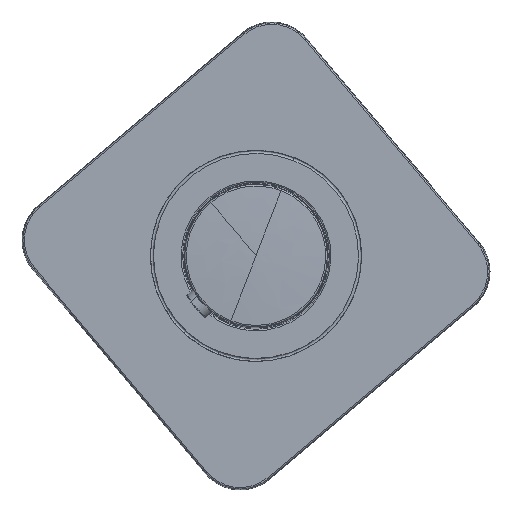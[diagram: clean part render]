
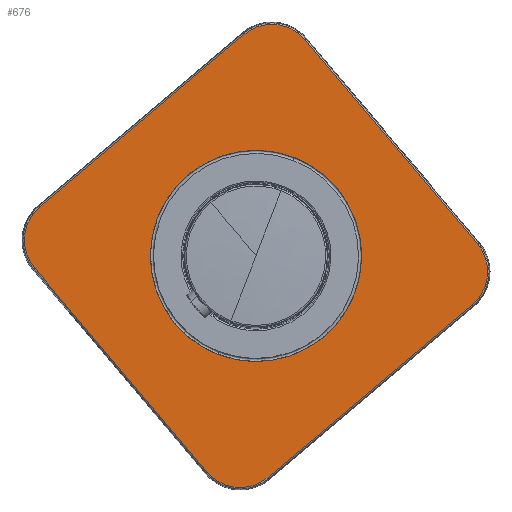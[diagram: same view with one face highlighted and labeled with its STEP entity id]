
A CAD part, top view. The second image highlights one B-rep face of the part: STEP entity #676.
In plain terms, the highlighted planar face has unit normal (0, 0, 1).
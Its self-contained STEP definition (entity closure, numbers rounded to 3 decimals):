
#251=DIRECTION(' ',(0.,0.,1.));
#256=CARTESIAN_POINT(' ',(-59.513,-59.513,12.));
#261=DIRECTION(' ',(1.,0.,0.));
#266=AXIS2_PLACEMENT_3D(' ',#256,#251,#261);
#271=PLANE('',#266);
#276=CARTESIAN_POINT(' ',(-59.513,45.,12.));
#281=DIRECTION(' ',(0.,-1.,0.));
#286=VECTOR(' ',#281,1.);
#291=LINE('',#276,#286);
#296=CARTESIAN_POINT(' ',(-59.513,45.,12.));
#297=VERTEX_POINT(' ',#296);
#301=CARTESIAN_POINT(' ',(-59.513,-45.,12.));
#302=VERTEX_POINT(' ',#301);
#306=EDGE_CURVE(' ',#297,#302,#291,.T.);
#311=ORIENTED_EDGE(' ',*,*,#306,.T.);
#316=CARTESIAN_POINT(' ',(-45.,-45.,12.));
#321=DIRECTION(' ',(-0.,-0.,1.));
#326=DIRECTION(' ',(-1.,0.,0.));
#331=AXIS2_PLACEMENT_3D(' ',#316,#321,#326);
#336=CIRCLE('',#331,14.513);
#341=CARTESIAN_POINT(' ',(-45.,-59.513,12.));
#342=VERTEX_POINT(' ',#341);
#346=EDGE_CURVE(' ',#302,#342,#336,.T.);
#351=ORIENTED_EDGE(' ',*,*,#346,.T.);
#356=CARTESIAN_POINT(' ',(-45.,-59.513,12.));
#361=DIRECTION(' ',(1.,0.,0.));
#366=VECTOR(' ',#361,1.);
#371=LINE('',#356,#366);
#376=CARTESIAN_POINT(' ',(45.,-59.513,12.));
#377=VERTEX_POINT(' ',#376);
#381=EDGE_CURVE(' ',#342,#377,#371,.T.);
#386=ORIENTED_EDGE(' ',*,*,#381,.T.);
#391=CARTESIAN_POINT(' ',(45.,-45.,12.));
#396=DIRECTION(' ',(0.,-0.,1.));
#401=DIRECTION(' ',(0.,-1.,0.));
#406=AXIS2_PLACEMENT_3D(' ',#391,#396,#401);
#411=CIRCLE('',#406,14.513);
#416=CARTESIAN_POINT(' ',(59.513,-45.,12.));
#417=VERTEX_POINT(' ',#416);
#421=EDGE_CURVE(' ',#377,#417,#411,.T.);
#426=ORIENTED_EDGE(' ',*,*,#421,.T.);
#431=CARTESIAN_POINT(' ',(59.513,-45.,12.));
#436=DIRECTION(' ',(0.,1.,0.));
#441=VECTOR(' ',#436,1.);
#446=LINE('',#431,#441);
#451=CARTESIAN_POINT(' ',(59.513,45.,12.));
#452=VERTEX_POINT(' ',#451);
#456=EDGE_CURVE(' ',#417,#452,#446,.T.);
#461=ORIENTED_EDGE(' ',*,*,#456,.T.);
#466=CARTESIAN_POINT(' ',(45.,45.,12.));
#471=DIRECTION(' ',(0.,0.,1.));
#476=DIRECTION(' ',(1.,0.,0.));
#481=AXIS2_PLACEMENT_3D(' ',#466,#471,#476);
#486=CIRCLE('',#481,14.513);
#491=CARTESIAN_POINT(' ',(45.,59.513,12.));
#492=VERTEX_POINT(' ',#491);
#496=EDGE_CURVE(' ',#452,#492,#486,.T.);
#501=ORIENTED_EDGE(' ',*,*,#496,.T.);
#506=CARTESIAN_POINT(' ',(45.,59.513,12.));
#511=DIRECTION(' ',(-1.,0.,0.));
#516=VECTOR(' ',#511,1.);
#521=LINE('',#506,#516);
#526=CARTESIAN_POINT(' ',(-45.,59.513,12.));
#527=VERTEX_POINT(' ',#526);
#531=EDGE_CURVE(' ',#492,#527,#521,.T.);
#536=ORIENTED_EDGE(' ',*,*,#531,.T.);
#541=CARTESIAN_POINT(' ',(-45.,45.,12.));
#546=DIRECTION(' ',(-0.,0.,1.));
#551=DIRECTION(' ',(0.,1.,0.));
#556=AXIS2_PLACEMENT_3D(' ',#541,#546,#551);
#561=CIRCLE('',#556,14.513);
#566=EDGE_CURVE(' ',#527,#297,#561,.T.);
#571=ORIENTED_EDGE(' ',*,*,#566,.T.);
#576=EDGE_LOOP(' ',(#311,#351,#386,#426,#461,#501,#536,#571));
#581=FACE_OUTER_BOUND(' ',#576,.T.);
#586=CARTESIAN_POINT(' ',(0.,0.,12.));
#591=DIRECTION(' ',(0.,0.,1.));
#596=DIRECTION(' ',(0.479,-0.878,0.));
#601=AXIS2_PLACEMENT_3D(' ',#586,#591,#596);
#606=CIRCLE('',#601,35.5);
#611=CARTESIAN_POINT(' ',(17.02,-31.154,12.));
#612=VERTEX_POINT(' ',#611);
#616=CARTESIAN_POINT(' ',(-17.02,31.154,12.));
#617=VERTEX_POINT(' ',#616);
#621=EDGE_CURVE(' ',#612,#617,#606,.T.);
#626=ORIENTED_EDGE(' ',*,*,#621,.F.);
#631=CARTESIAN_POINT(' ',(0.,0.,12.));
#636=DIRECTION(' ',(-0.,0.,1.));
#641=DIRECTION(' ',(-0.479,0.878,0.));
#646=AXIS2_PLACEMENT_3D(' ',#631,#636,#641);
#651=CIRCLE('',#646,35.5);
#656=EDGE_CURVE(' ',#617,#612,#651,.T.);
#661=ORIENTED_EDGE(' ',*,*,#656,.F.);
#666=EDGE_LOOP(' ',(#626,#661));
#671=FACE_BOUND(' ',#666,.T.);
#676=ADVANCED_FACE('',(#581,#671),#271,.T.);
